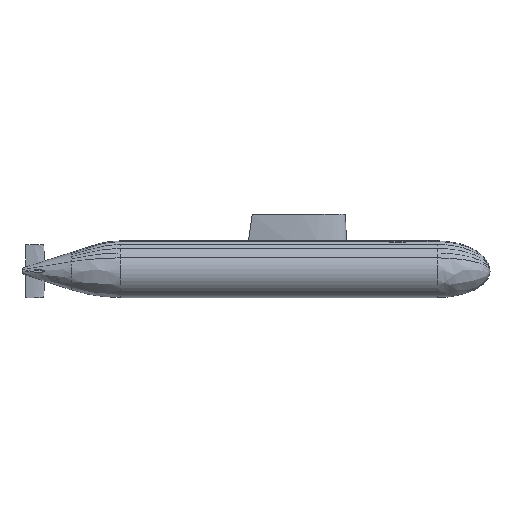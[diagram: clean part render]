
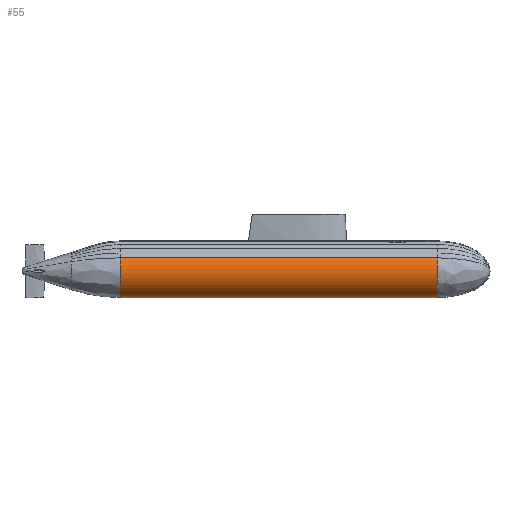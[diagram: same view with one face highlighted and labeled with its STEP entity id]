
A CAD part, front view. The second image highlights one B-rep face of the part: STEP entity #55.
In plain terms, the highlighted free-form (B-spline) face has degree [2, 1] with [3, 2] control points.
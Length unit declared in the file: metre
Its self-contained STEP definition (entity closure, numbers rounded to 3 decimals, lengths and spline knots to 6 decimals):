
#55=ADVANCED_FACE('',(#125),#918,.T.);
#125=FACE_OUTER_BOUND('',#195,.T.);
#195=EDGE_LOOP('',(#373,#374,#375,#376));
#373=ORIENTED_EDGE('',*,*,#592,.T.);
#374=ORIENTED_EDGE('',*,*,#591,.F.);
#375=ORIENTED_EDGE('',*,*,#589,.F.);
#376=ORIENTED_EDGE('',*,*,#564,.F.);
#564=EDGE_CURVE('',#805,#830,#721,.T.);
#589=EDGE_CURVE('',#830,#842,#746,.T.);
#591=EDGE_CURVE('',#842,#843,#748,.T.);
#592=EDGE_CURVE('',#805,#843,#749,.T.);
#721=(
BOUNDED_CURVE()
B_SPLINE_CURVE(1,(#1897,#1898),.UNSPECIFIED.,.F.,.F.)
B_SPLINE_CURVE_WITH_KNOTS((2,2),(0.,1.),.UNSPECIFIED.)
CURVE()
GEOMETRIC_REPRESENTATION_ITEM()
RATIONAL_B_SPLINE_CURVE((1.,1.))
REPRESENTATION_ITEM('')
);
#746=(
BOUNDED_CURVE()
B_SPLINE_CURVE(2,(#1949,#1950,#1951),.UNSPECIFIED.,.F.,.F.)
B_SPLINE_CURVE_WITH_KNOTS((3,3),(0.,1.),.UNSPECIFIED.)
CURVE()
GEOMETRIC_REPRESENTATION_ITEM()
RATIONAL_B_SPLINE_CURVE((1.,0.5,1.))
REPRESENTATION_ITEM('')
);
#748=(
BOUNDED_CURVE()
B_SPLINE_CURVE(1,(#1955,#1956),.UNSPECIFIED.,.F.,.F.)
B_SPLINE_CURVE_WITH_KNOTS((2,2),(-1.,0.),.UNSPECIFIED.)
CURVE()
GEOMETRIC_REPRESENTATION_ITEM()
RATIONAL_B_SPLINE_CURVE((1.,1.))
REPRESENTATION_ITEM('')
);
#749=(
BOUNDED_CURVE()
B_SPLINE_CURVE(2,(#1957,#1958,#1959),.UNSPECIFIED.,.F.,.F.)
B_SPLINE_CURVE_WITH_KNOTS((3,3),(0.,1.),.UNSPECIFIED.)
CURVE()
GEOMETRIC_REPRESENTATION_ITEM()
RATIONAL_B_SPLINE_CURVE((1.,0.5,1.))
REPRESENTATION_ITEM('')
);
#805=VERTEX_POINT('',#1681);
#830=VERTEX_POINT('',#1706);
#842=VERTEX_POINT('',#1718);
#843=VERTEX_POINT('',#1719);
#918=(
BOUNDED_SURFACE()
B_SPLINE_SURFACE(2,1,((#1241,#1242),(#1243,#1244),(#1245,#1246)),
 .UNSPECIFIED.,.F.,.F.,.F.)
B_SPLINE_SURFACE_WITH_KNOTS((3,3),(2,2),(0.,1.),(0.,1.),.UNSPECIFIED.)
GEOMETRIC_REPRESENTATION_ITEM()
RATIONAL_B_SPLINE_SURFACE(((1.,1.),(0.5,0.5),(1.,1.)))
REPRESENTATION_ITEM('')
SURFACE()
);
#1241=CARTESIAN_POINT('',(-42.,-3.031089,1.75));
#1242=CARTESIAN_POINT('',(0.,-3.031089,1.75));
#1243=CARTESIAN_POINT('',(-42.,-6.062178,-3.5));
#1244=CARTESIAN_POINT('',(0.,-6.062178,-3.5));
#1245=CARTESIAN_POINT('',(-42.,0.,-3.5));
#1246=CARTESIAN_POINT('',(0.,0.,-3.5));
#1681=CARTESIAN_POINT('',(-42.,-3.031089,1.75));
#1706=CARTESIAN_POINT('',(0.,-3.031089,1.75));
#1718=CARTESIAN_POINT('',(0.,0.,-3.5));
#1719=CARTESIAN_POINT('',(-42.,0.,-3.5));
#1897=CARTESIAN_POINT('',(-42.,-3.031089,1.75));
#1898=CARTESIAN_POINT('',(0.,-3.031089,1.75));
#1949=CARTESIAN_POINT('',(0.,-3.031089,1.75));
#1950=CARTESIAN_POINT('',(0.,-6.062178,-3.5));
#1951=CARTESIAN_POINT('',(0.,0.,-3.5));
#1955=CARTESIAN_POINT('',(0.,0.,-3.5));
#1956=CARTESIAN_POINT('',(-42.,0.,-3.5));
#1957=CARTESIAN_POINT('',(-42.,-3.031089,1.75));
#1958=CARTESIAN_POINT('',(-42.,-6.062178,-3.5));
#1959=CARTESIAN_POINT('',(-42.,0.,-3.5));
